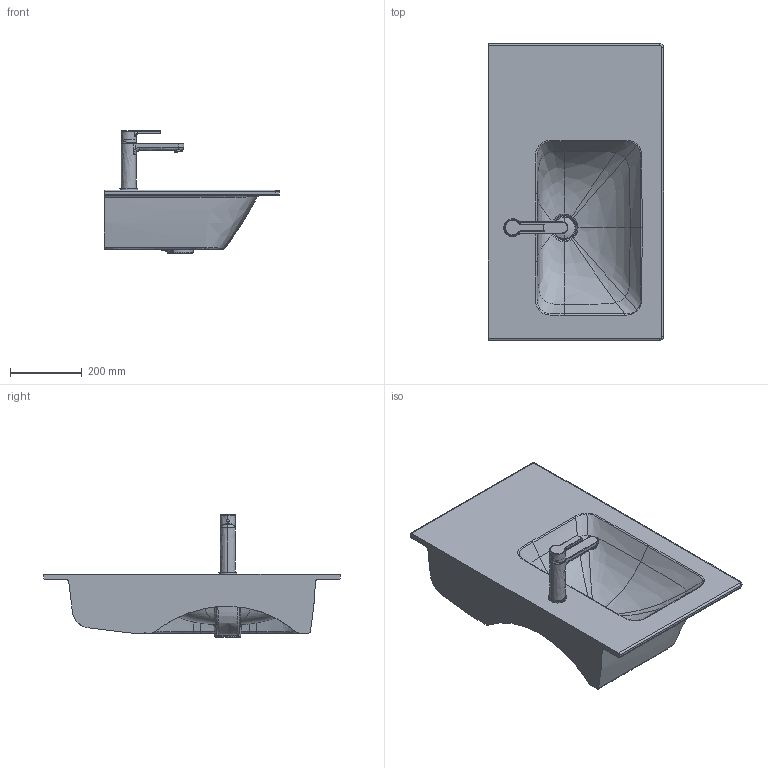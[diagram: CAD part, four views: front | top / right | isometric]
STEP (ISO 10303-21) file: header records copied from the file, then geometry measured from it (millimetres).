
FILE_DESCRIPTION(/* description */ (''),/* implementation_level */ '2;1');
FILE_NAME(/* name */ '234583',/* time_stamp */ '2018-03-29T13:08:57+02:00',/* author */ (''),/* organization */ (''),/* preprocessor_version */ 'ST-DEVELOPER v15',/* originating_system */ '',/* authorisation */ '');
FILE_SCHEMA (('AUTOMOTIVE_DESIGN'));
Length unit declared in the file: millimetre
Products named in the file (3): Document; WASHBASIN-CONTEMPORARY-medio1; WASHBASIN-CONTEMPORARY-medio
Assembly tree (2 placements, depth 3):
  Document
    WASHBASIN-CONTEMPORARY-medio1
      WASHBASIN-CONTEMPORARY-medio
Bounding box: 489.47 x 829.78 x 342.99 mm (x, y, z)
Volume: 15357257.3 mm3; surface area: 1376774 mm2
Topology: 3 solids, 4 shells, 346 faces, 832 edges, 488 vertices
Faces by surface type: bspline 302, plane 44
Entity records: 87686 total; most frequent: CARTESIAN_POINT 82687, ORIENTED_EDGE 1643, EDGE_CURVE 824, B_SPLINE_CURVE_WITH_KNOTS 568, VERTEX_POINT 488, EDGE_LOOP 356, ADVANCED_FACE 346, FACE_OUTER_BOUND 346
